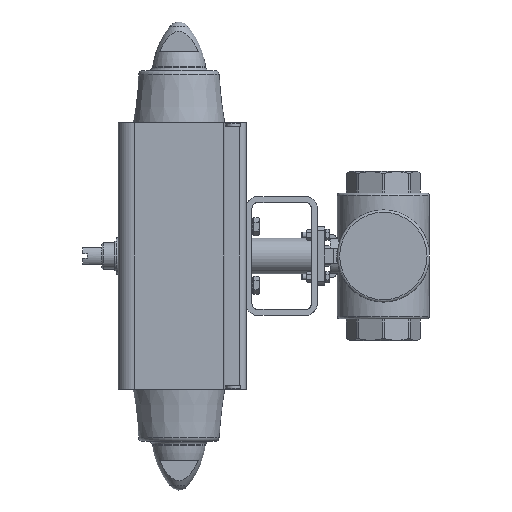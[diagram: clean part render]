
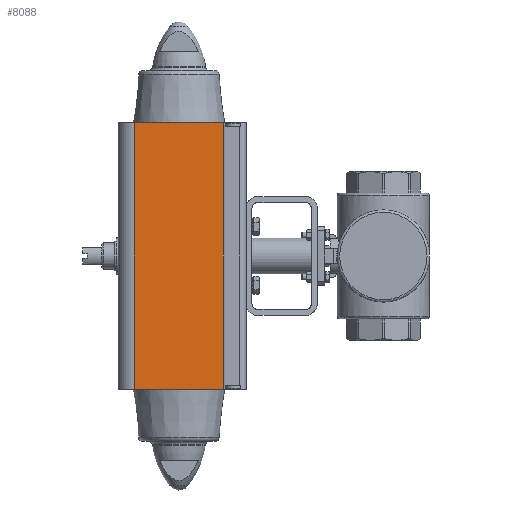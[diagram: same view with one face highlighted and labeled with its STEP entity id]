
A CAD part, left-side view. The second image highlights one B-rep face of the part: STEP entity #8088.
In plain terms, the highlighted planar face has unit normal (-1, 0, 0).
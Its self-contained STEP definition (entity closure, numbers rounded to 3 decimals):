
#304=PLANE('',#8894);
#695=LINE('',#13069,#1273);
#709=LINE('',#13117,#1287);
#710=LINE('',#13203,#1288);
#711=LINE('',#13204,#1289);
#1273=VECTOR('',#10352,1000.);
#1287=VECTOR('',#10396,1000.);
#1288=VECTOR('',#10421,1000.);
#1289=VECTOR('',#10422,1000.);
#2684=ORIENTED_EDGE('',*,*,#4471,.T.);
#2685=ORIENTED_EDGE('',*,*,#4510,.F.);
#2686=ORIENTED_EDGE('',*,*,#4496,.F.);
#2687=ORIENTED_EDGE('',*,*,#4511,.T.);
#4471=EDGE_CURVE('',#5453,#5452,#695,.T.);
#4496=EDGE_CURVE('',#5471,#5472,#709,.T.);
#4510=EDGE_CURVE('',#5472,#5452,#710,.T.);
#4511=EDGE_CURVE('',#5471,#5453,#711,.T.);
#5452=VERTEX_POINT('',#13068);
#5453=VERTEX_POINT('',#13070);
#5471=VERTEX_POINT('',#13116);
#5472=VERTEX_POINT('',#13118);
#6561=EDGE_LOOP('',(#2684,#2685,#2686,#2687));
#7302=FACE_BOUND('',#6561,.T.);
#8088=ADVANCED_FACE('',(#7302),#304,.F.);
#8894=AXIS2_PLACEMENT_3D('',#13202,#10419,#10420);
#10352=DIRECTION('',(0.,-1.,0.));
#10396=DIRECTION('',(0.,-1.,0.));
#10419=DIRECTION('',(1.,0.,0.));
#10420=DIRECTION('',(0.,0.,-1.));
#10421=DIRECTION('',(0.,0.,-1.));
#10422=DIRECTION('',(0.,0.,-1.));
#13068=CARTESIAN_POINT('',(-51.,-37.316,-111.93));
#13069=CARTESIAN_POINT('',(-51.,37.56,-111.93));
#13070=CARTESIAN_POINT('',(-51.,37.56,-111.93));
#13116=CARTESIAN_POINT('',(-51.,37.56,111.93));
#13117=CARTESIAN_POINT('',(-51.,37.56,111.93));
#13118=CARTESIAN_POINT('',(-51.,-37.316,111.93));
#13202=CARTESIAN_POINT('',(-51.,37.56,111.93));
#13203=CARTESIAN_POINT('',(-51.,-37.316,111.93));
#13204=CARTESIAN_POINT('',(-51.,37.56,111.93));
